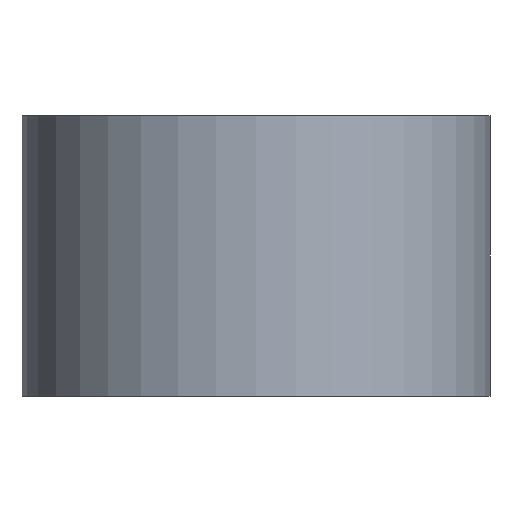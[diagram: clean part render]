
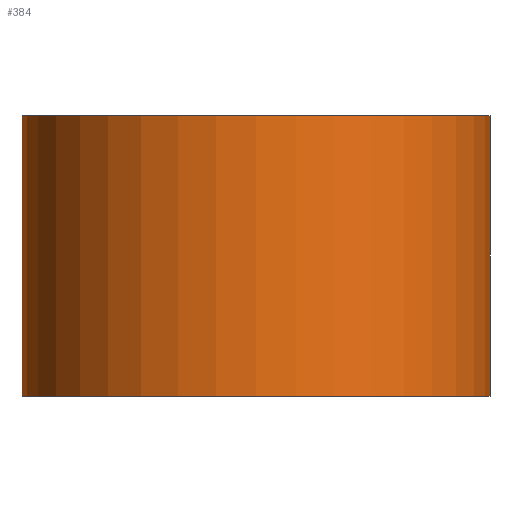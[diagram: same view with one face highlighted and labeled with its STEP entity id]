
A CAD part, left-side view. The second image highlights one B-rep face of the part: STEP entity #384.
In plain terms, the highlighted cylindrical face has radius 25 mm (diameter 50 mm), a partial arc.
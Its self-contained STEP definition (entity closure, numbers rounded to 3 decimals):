
#52=FACE_OUTER_BOUND('',#78,.T.);
#78=EDGE_LOOP('',(#353,#354,#355,#356));
#97=LINE('',#631,#123);
#104=LINE('',#680,#130);
#123=VECTOR('',#505,10.);
#130=VECTOR('',#568,10.);
#145=CIRCLE('',#425,25.);
#156=CIRCLE('',#441,25.);
#179=VERTEX_POINT('',#628);
#180=VERTEX_POINT('',#630);
#184=VERTEX_POINT('',#644);
#193=VERTEX_POINT('',#672);
#223=EDGE_CURVE('',#179,#180,#97,.T.);
#230=EDGE_CURVE('',#179,#184,#145,.T.);
#244=EDGE_CURVE('',#180,#193,#156,.T.);
#248=EDGE_CURVE('',#184,#193,#104,.T.);
#353=ORIENTED_EDGE('',*,*,#230,.T.);
#354=ORIENTED_EDGE('',*,*,#248,.T.);
#355=ORIENTED_EDGE('',*,*,#244,.F.);
#356=ORIENTED_EDGE('',*,*,#223,.F.);
#364=CYLINDRICAL_SURFACE('',#446,25.);
#384=ADVANCED_FACE('',(#52),#364,.T.);
#425=AXIS2_PLACEMENT_3D('',#645,#522,#523);
#441=AXIS2_PLACEMENT_3D('',#673,#557,#558);
#446=AXIS2_PLACEMENT_3D('',#681,#569,#570);
#505=DIRECTION('',(0.,0.,1.));
#522=DIRECTION('center_axis',(0.,0.,1.));
#523=DIRECTION('ref_axis',(1.,0.,0.));
#557=DIRECTION('center_axis',(0.,0.,1.));
#558=DIRECTION('ref_axis',(1.,0.,0.));
#568=DIRECTION('',(0.,0.,1.));
#569=DIRECTION('center_axis',(0.,0.,1.));
#570=DIRECTION('ref_axis',(-1.,0.,0.));
#628=CARTESIAN_POINT('',(7.5,23.848,0.));
#630=CARTESIAN_POINT('',(7.5,23.848,30.));
#631=CARTESIAN_POINT('',(7.5,23.848,0.));
#644=CARTESIAN_POINT('',(7.5,-23.848,0.));
#645=CARTESIAN_POINT('Origin',(0.,0.,0.));
#672=CARTESIAN_POINT('',(7.5,-23.848,30.));
#673=CARTESIAN_POINT('Origin',(0.,0.,30.));
#680=CARTESIAN_POINT('',(7.5,-23.848,0.));
#681=CARTESIAN_POINT('Origin',(0.,0.,0.));
